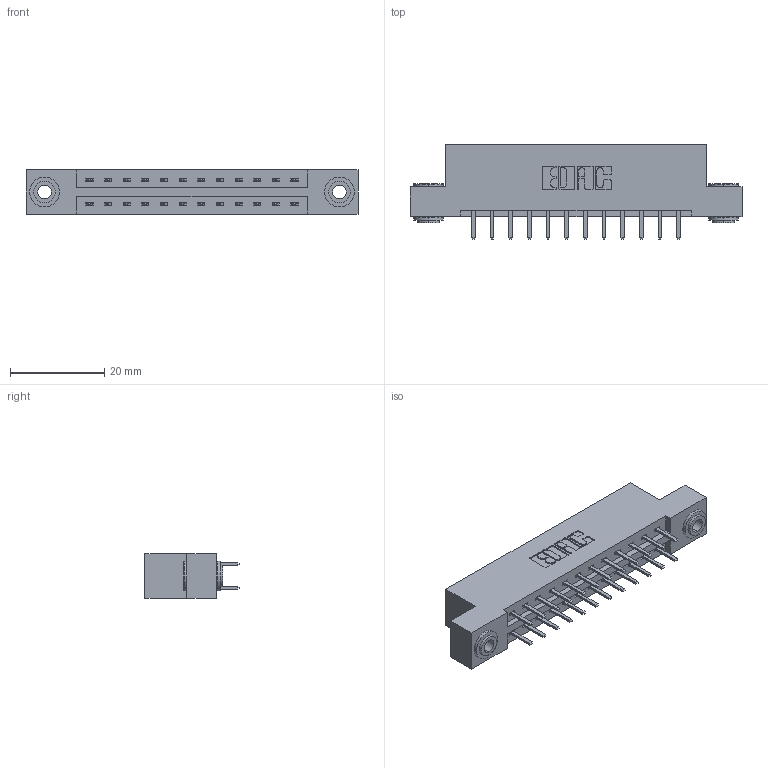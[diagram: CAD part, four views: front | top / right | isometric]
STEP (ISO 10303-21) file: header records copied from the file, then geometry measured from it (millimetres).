
FILE_DESCRIPTION (( 'STEP AP203' ), '1' );
FILE_NAME ('387-024-520-203.STEP', '2019-10-16T17:40:58', ( '' ), ( '' ), 'SwSTEP 2.0', 'SolidWorks 2016', '' );
FILE_SCHEMA (( 'CONFIG_CONTROL_DESIGN' ));
Length unit declared in the file: inch
Products named in the file (4): 345-250-002_345-250-002-102; 387-024-520-203; 345-292-001_345-293-120; 337 Part_Flush Mounting Lugs - 0.156 Dia-TH
Assembly tree (27 placements, depth 2):
  387-024-520-203
    337 Part_Flush Mounting Lugs - 0.156 Dia-TH
    345-292-001_345-293-120  x24
    345-250-002_345-250-002-102  x2
Bounding box: 70.56 x 20.02 x 9.4 mm (x, y, z)
Volume: 7045.8 mm3; surface area: 7868.2 mm2
Topology: 27 solids, 27 shells, 1544 faces, 4443 edges, 2894 vertices
Faces by surface type: plane 1040, cylinder 496, cone 8
Entity records: 13948 total; most frequent: CARTESIAN_POINT 2361, ORIENTED_EDGE 2278, DIRECTION 2085, EDGE_CURVE 1139, VECTOR 983, LINE 983, VERTEX_POINT 754, AXIS2_PLACEMENT_3D 551
